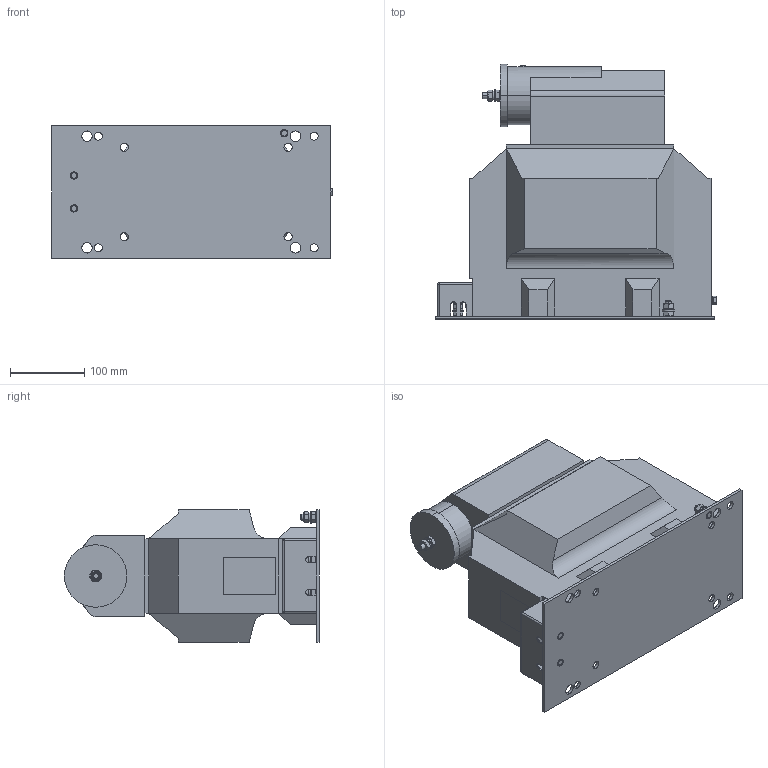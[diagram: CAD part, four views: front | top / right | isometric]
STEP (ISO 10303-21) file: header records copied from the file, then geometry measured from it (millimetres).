
FILE_DESCRIPTION (( 'STEP AP214' ), '1' );
FILE_NAME ('ﾍﾈﾎﾋ-ﾑﾒ-3-3ﾌﾏﾓ_ﾍﾈﾎﾋ-ﾑﾒ-6-3ﾌﾏﾓ_ﾍﾈﾎﾋ-ﾑﾒ-10-3ﾌﾏﾓ.STEP', '2023-08-10T18:56:55', ( '' ), ( '' ), 'SwSTEP 2.0', 'SolidWorks 2019', '' );
FILE_SCHEMA (( 'AUTOMOTIVE_DESIGN' ));
Length unit declared in the file: millimetre
Products named in the file (1): ﾍﾈﾎﾋ-ﾑﾒ-3-3ﾌﾏﾓ_ﾍﾈﾎﾋ-ﾑﾒ-6-3ﾌﾏﾓ_ﾍﾈﾎﾋ-ﾑﾒ-10-3ﾌﾏﾓ
Bounding box: 377 x 342.6 x 178 mm (x, y, z)
Volume: 11453606.6 mm3; surface area: 458468.8 mm2
Topology: 36 solids, 36 shells, 936 faces, 2387 edges, 1552 vertices
Faces by surface type: plane 511, cylinder 200, cone 131, bspline 72, torus 16, sphere 6
Entity records: 42639 total; most frequent: CARTESIAN_POINT 9681, ORIENTED_EDGE 4762, DIRECTION 4371, EDGE_CURVE 2381, VERTEX_POINT 1552, AXIS2_PLACEMENT_3D 1545, LINE 1281, VECTOR 1281
